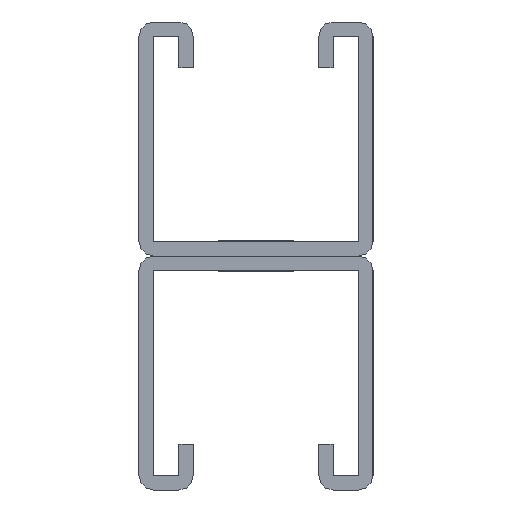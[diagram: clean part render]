
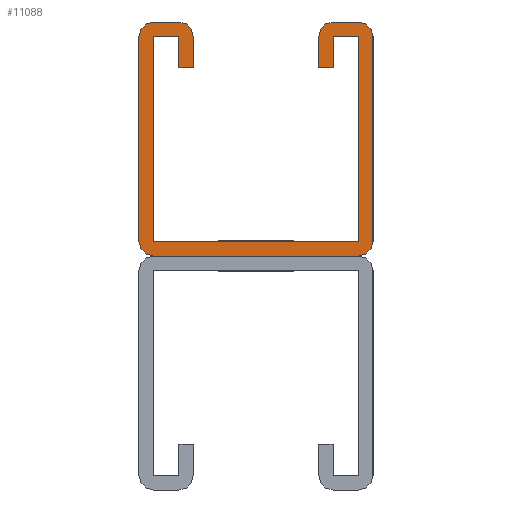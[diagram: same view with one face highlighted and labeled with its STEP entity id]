
A CAD part, left-side view. The second image highlights one B-rep face of the part: STEP entity #11088.
In plain terms, the highlighted planar face has unit normal (-1, 0, 0).
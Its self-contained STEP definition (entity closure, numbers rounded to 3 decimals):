
#392=FACE_OUTER_BOUND('',#680,.T.);
#680=EDGE_LOOP('',(#9468,#9469,#9470,#9471,#9472,#9473,#9474,#9475,#9476,
#9477,#9478,#9479,#9480,#9481,#9482,#9483,#9484,#9485,#9486,#9487,#9488,
#9489));
#1088=CIRCLE('',#12098,2.5);
#1089=CIRCLE('',#12099,2.5);
#1090=CIRCLE('',#12100,2.5);
#1091=CIRCLE('',#12101,2.5);
#1092=CIRCLE('',#12102,2.5);
#1093=CIRCLE('',#12103,2.5);
#2072=LINE('',#17709,#3620);
#2073=LINE('',#17713,#3621);
#2074=LINE('',#17717,#3622);
#2075=LINE('',#17721,#3623);
#2076=LINE('',#17723,#3624);
#2077=LINE('',#17725,#3625);
#2078=LINE('',#17727,#3626);
#2079=LINE('',#17729,#3627);
#2080=LINE('',#17731,#3628);
#2081=LINE('',#17733,#3629);
#2082=LINE('',#17735,#3630);
#2083=LINE('',#17737,#3631);
#2084=LINE('',#17739,#3632);
#2085=LINE('',#17741,#3633);
#2086=LINE('',#17745,#3634);
#2087=LINE('',#17748,#3635);
#3620=VECTOR('',#13975,1.);
#3621=VECTOR('',#13978,1.);
#3622=VECTOR('',#13981,1.);
#3623=VECTOR('',#13984,1.);
#3624=VECTOR('',#13985,1.);
#3625=VECTOR('',#13986,1.);
#3626=VECTOR('',#13987,1.);
#3627=VECTOR('',#13988,1.);
#3628=VECTOR('',#13989,1.);
#3629=VECTOR('',#13990,1.);
#3630=VECTOR('',#13991,1.);
#3631=VECTOR('',#13992,1.);
#3632=VECTOR('',#13993,1.);
#3633=VECTOR('',#13994,1.);
#3634=VECTOR('',#13997,1.);
#3635=VECTOR('',#14000,1.);
#5408=VERTEX_POINT('',#17705);
#5409=VERTEX_POINT('',#17706);
#5410=VERTEX_POINT('',#17708);
#5411=VERTEX_POINT('',#17710);
#5412=VERTEX_POINT('',#17712);
#5413=VERTEX_POINT('',#17714);
#5414=VERTEX_POINT('',#17716);
#5415=VERTEX_POINT('',#17718);
#5416=VERTEX_POINT('',#17720);
#5417=VERTEX_POINT('',#17722);
#5418=VERTEX_POINT('',#17724);
#5419=VERTEX_POINT('',#17726);
#5420=VERTEX_POINT('',#17728);
#5421=VERTEX_POINT('',#17730);
#5422=VERTEX_POINT('',#17732);
#5423=VERTEX_POINT('',#17734);
#5424=VERTEX_POINT('',#17736);
#5425=VERTEX_POINT('',#17738);
#5426=VERTEX_POINT('',#17740);
#5427=VERTEX_POINT('',#17742);
#5428=VERTEX_POINT('',#17744);
#5429=VERTEX_POINT('',#17746);
#7416=EDGE_CURVE('',#5408,#5409,#1088,.T.);
#7417=EDGE_CURVE('',#5408,#5410,#2072,.T.);
#7418=EDGE_CURVE('',#5411,#5410,#1089,.T.);
#7419=EDGE_CURVE('',#5411,#5412,#2073,.T.);
#7420=EDGE_CURVE('',#5413,#5412,#1090,.T.);
#7421=EDGE_CURVE('',#5413,#5414,#2074,.T.);
#7422=EDGE_CURVE('',#5415,#5414,#1091,.T.);
#7423=EDGE_CURVE('',#5415,#5416,#2075,.T.);
#7424=EDGE_CURVE('',#5416,#5417,#2076,.T.);
#7425=EDGE_CURVE('',#5418,#5417,#2077,.T.);
#7426=EDGE_CURVE('',#5419,#5418,#2078,.T.);
#7427=EDGE_CURVE('',#5420,#5419,#2079,.T.);
#7428=EDGE_CURVE('',#5421,#5420,#2080,.T.);
#7429=EDGE_CURVE('',#5422,#5421,#2081,.T.);
#7430=EDGE_CURVE('',#5423,#5422,#2082,.T.);
#7431=EDGE_CURVE('',#5424,#5423,#2083,.T.);
#7432=EDGE_CURVE('',#5424,#5425,#2084,.T.);
#7433=EDGE_CURVE('',#5425,#5426,#2085,.T.);
#7434=EDGE_CURVE('',#5427,#5426,#1092,.T.);
#7435=EDGE_CURVE('',#5427,#5428,#2086,.T.);
#7436=EDGE_CURVE('',#5429,#5428,#1093,.T.);
#7437=EDGE_CURVE('',#5429,#5409,#2087,.T.);
#9468=ORIENTED_EDGE('',*,*,#7416,.F.);
#9469=ORIENTED_EDGE('',*,*,#7417,.T.);
#9470=ORIENTED_EDGE('',*,*,#7418,.F.);
#9471=ORIENTED_EDGE('',*,*,#7419,.T.);
#9472=ORIENTED_EDGE('',*,*,#7420,.F.);
#9473=ORIENTED_EDGE('',*,*,#7421,.T.);
#9474=ORIENTED_EDGE('',*,*,#7422,.F.);
#9475=ORIENTED_EDGE('',*,*,#7423,.T.);
#9476=ORIENTED_EDGE('',*,*,#7424,.T.);
#9477=ORIENTED_EDGE('',*,*,#7425,.F.);
#9478=ORIENTED_EDGE('',*,*,#7426,.F.);
#9479=ORIENTED_EDGE('',*,*,#7427,.F.);
#9480=ORIENTED_EDGE('',*,*,#7428,.F.);
#9481=ORIENTED_EDGE('',*,*,#7429,.F.);
#9482=ORIENTED_EDGE('',*,*,#7430,.F.);
#9483=ORIENTED_EDGE('',*,*,#7431,.F.);
#9484=ORIENTED_EDGE('',*,*,#7432,.T.);
#9485=ORIENTED_EDGE('',*,*,#7433,.T.);
#9486=ORIENTED_EDGE('',*,*,#7434,.F.);
#9487=ORIENTED_EDGE('',*,*,#7435,.T.);
#9488=ORIENTED_EDGE('',*,*,#7436,.F.);
#9489=ORIENTED_EDGE('',*,*,#7437,.T.);
#10812=PLANE('',#12097);
#11088=ADVANCED_FACE('',(#392),#10812,.F.);
#12097=AXIS2_PLACEMENT_3D('',#17704,#13971,#13972);
#12098=AXIS2_PLACEMENT_3D('',#17707,#13973,#13974);
#12099=AXIS2_PLACEMENT_3D('',#17711,#13976,#13977);
#12100=AXIS2_PLACEMENT_3D('',#17715,#13979,#13980);
#12101=AXIS2_PLACEMENT_3D('',#17719,#13982,#13983);
#12102=AXIS2_PLACEMENT_3D('',#17743,#13995,#13996);
#12103=AXIS2_PLACEMENT_3D('',#17747,#13998,#13999);
#13971=DIRECTION('center_axis',(1.,0.,0.));
#13972=DIRECTION('ref_axis',(0.,0.,-1.));
#13973=DIRECTION('center_axis',(1.,0.,0.));
#13974=DIRECTION('ref_axis',(0.,0.707,-0.707));
#13975=DIRECTION('',(0.,-1.,0.));
#13976=DIRECTION('center_axis',(1.,0.,0.));
#13977=DIRECTION('ref_axis',(0.,-0.707,-0.707));
#13978=DIRECTION('',(0.,0.,1.));
#13979=DIRECTION('center_axis',(1.,0.,0.));
#13980=DIRECTION('ref_axis',(0.,-0.707,0.707));
#13981=DIRECTION('',(0.,1.,0.));
#13982=DIRECTION('center_axis',(1.,0.,0.));
#13983=DIRECTION('ref_axis',(0.,0.707,0.707));
#13984=DIRECTION('',(0.,0.,-1.));
#13985=DIRECTION('',(0.,-1.,0.));
#13986=DIRECTION('',(0.,0.,-1.));
#13987=DIRECTION('',(0.,1.,0.));
#13988=DIRECTION('',(0.,0.,1.));
#13989=DIRECTION('',(0.,-1.,0.));
#13990=DIRECTION('',(0.,0.,-1.));
#13991=DIRECTION('',(0.,1.,0.));
#13992=DIRECTION('',(0.,0.,1.));
#13993=DIRECTION('',(0.,-1.,0.));
#13994=DIRECTION('',(0.,0.,1.));
#13995=DIRECTION('center_axis',(1.,0.,0.));
#13996=DIRECTION('ref_axis',(0.,-0.707,0.707));
#13997=DIRECTION('',(0.,1.,0.));
#13998=DIRECTION('center_axis',(1.,0.,0.));
#13999=DIRECTION('ref_axis',(0.,0.707,0.707));
#14000=DIRECTION('',(0.,0.,-1.));
#17704=CARTESIAN_POINT('Origin',(28.924,59.542,60.062));
#17705=CARTESIAN_POINT('',(28.924,77.542,41.021));
#17706=CARTESIAN_POINT('',(28.924,80.042,43.521));
#17707=CARTESIAN_POINT('Origin',(28.924,77.542,43.521));
#17708=CARTESIAN_POINT('',(28.924,41.542,41.021));
#17709=CARTESIAN_POINT('',(28.924,80.042,41.021));
#17710=CARTESIAN_POINT('',(28.924,39.042,43.521));
#17711=CARTESIAN_POINT('Origin',(28.924,41.542,43.521));
#17712=CARTESIAN_POINT('',(28.924,39.042,79.521));
#17713=CARTESIAN_POINT('',(28.924,39.042,41.021));
#17714=CARTESIAN_POINT('',(28.924,41.542,82.021));
#17715=CARTESIAN_POINT('Origin',(28.924,41.542,79.521));
#17716=CARTESIAN_POINT('',(28.924,46.042,82.021));
#17717=CARTESIAN_POINT('',(28.924,39.042,82.021));
#17718=CARTESIAN_POINT('',(28.924,48.542,79.521));
#17719=CARTESIAN_POINT('Origin',(28.924,46.042,79.521));
#17720=CARTESIAN_POINT('',(28.924,48.542,74.021));
#17721=CARTESIAN_POINT('',(28.924,48.542,82.021));
#17722=CARTESIAN_POINT('',(28.924,46.042,74.021));
#17723=CARTESIAN_POINT('',(28.924,48.542,74.021));
#17724=CARTESIAN_POINT('',(28.924,46.042,79.521));
#17725=CARTESIAN_POINT('',(28.924,46.042,80.021));
#17726=CARTESIAN_POINT('',(28.924,41.542,79.521));
#17727=CARTESIAN_POINT('',(28.924,41.542,79.521));
#17728=CARTESIAN_POINT('',(28.924,41.542,43.521));
#17729=CARTESIAN_POINT('',(28.924,41.542,43.521));
#17730=CARTESIAN_POINT('',(28.924,77.542,43.521));
#17731=CARTESIAN_POINT('',(28.924,78.042,43.521));
#17732=CARTESIAN_POINT('',(28.924,77.542,79.521));
#17733=CARTESIAN_POINT('',(28.924,77.542,80.021));
#17734=CARTESIAN_POINT('',(28.924,73.042,79.521));
#17735=CARTESIAN_POINT('',(28.924,73.042,79.521));
#17736=CARTESIAN_POINT('',(28.924,73.042,74.021));
#17737=CARTESIAN_POINT('',(28.924,73.042,74.021));
#17738=CARTESIAN_POINT('',(28.924,70.542,74.021));
#17739=CARTESIAN_POINT('',(28.924,72.542,74.021));
#17740=CARTESIAN_POINT('',(28.924,70.542,79.521));
#17741=CARTESIAN_POINT('',(28.924,70.542,74.021));
#17742=CARTESIAN_POINT('',(28.924,73.042,82.021));
#17743=CARTESIAN_POINT('Origin',(28.924,73.042,79.521));
#17744=CARTESIAN_POINT('',(28.924,77.542,82.021));
#17745=CARTESIAN_POINT('',(28.924,70.542,82.021));
#17746=CARTESIAN_POINT('',(28.924,80.042,79.521));
#17747=CARTESIAN_POINT('Origin',(28.924,77.542,79.521));
#17748=CARTESIAN_POINT('',(28.924,80.042,82.021));
